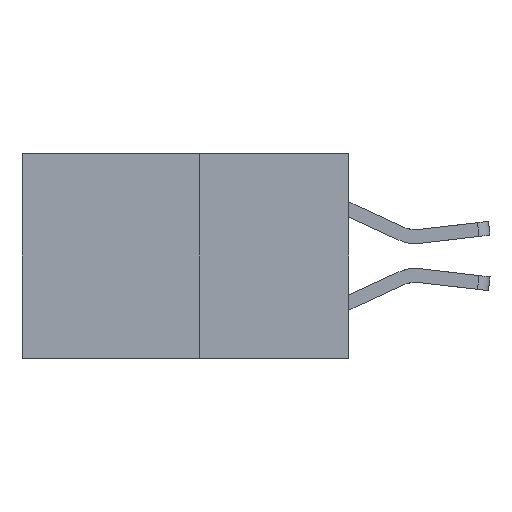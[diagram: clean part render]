
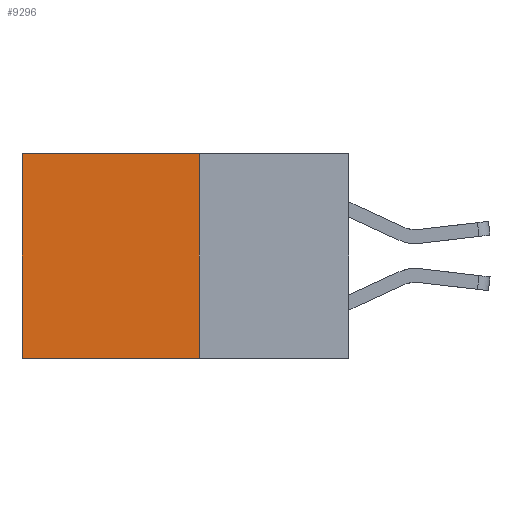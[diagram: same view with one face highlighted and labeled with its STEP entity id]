
A CAD part, left-side view. The second image highlights one B-rep face of the part: STEP entity #9296.
In plain terms, the highlighted planar face has unit normal (-1, 0, 0).
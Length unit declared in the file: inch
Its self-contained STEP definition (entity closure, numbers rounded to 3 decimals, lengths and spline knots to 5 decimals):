
#264 = CARTESIAN_POINT ( 'NONE',  ( 0.277, 0.59, -0.37 ) ) ;
#583 = DIRECTION ( 'NONE',  ( 0., 1., 0. ) ) ;
#646 = LINE ( 'NONE', #5601, #7068 ) ;
#1122 = DIRECTION ( 'NONE',  ( 0., 0., -1. ) ) ;
#1347 = ORIENTED_EDGE ( 'NONE', *, *, #5560, .F. ) ;
#1750 = CARTESIAN_POINT ( 'NONE',  ( 0.277, 0.27, 0. ) ) ;
#2598 = LINE ( 'NONE', #264, #10513 ) ;
#3240 = VERTEX_POINT ( 'NONE', #9960 ) ;
#3346 = VECTOR ( 'NONE', #10262, 39.37008 ) ;
#3834 = CARTESIAN_POINT ( 'NONE',  ( 0.277, 0.59, 0. ) ) ;
#4419 = CARTESIAN_POINT ( 'NONE',  ( 0.277, 0.27, -0.37 ) ) ;
#5264 = DIRECTION ( 'NONE',  ( 0., 0., -1. ) ) ;
#5560 = EDGE_CURVE ( 'NONE', #7236, #3240, #646, .T. ) ;
#5601 = CARTESIAN_POINT ( 'NONE',  ( 0.277, 0.27, -0.37 ) ) ;
#6196 = VERTEX_POINT ( 'NONE', #1750 ) ;
#6603 = FACE_OUTER_BOUND ( 'NONE', #6627, .T. ) ;
#6627 = EDGE_LOOP ( 'NONE', ( #10065, #1347, #10595, #10846 ) ) ;
#7068 = VECTOR ( 'NONE', #583, 39.37008 ) ;
#7236 = VERTEX_POINT ( 'NONE', #7243 ) ;
#7243 = CARTESIAN_POINT ( 'NONE',  ( 0.277, 0.27, -0.37 ) ) ;
#7748 = EDGE_CURVE ( 'NONE', #10715, #3240, #2598, .T. ) ;
#8077 = LINE ( 'NONE', #10221, #3346 ) ;
#8239 = VECTOR ( 'NONE', #9122, 39.37008 ) ;
#8276 = CARTESIAN_POINT ( 'NONE',  ( 0.277, 0.27, -0.37 ) ) ;
#8387 = AXIS2_PLACEMENT_3D ( 'NONE', #4419, #10347, #5264 ) ;
#8646 = PLANE ( 'NONE',  #8387 ) ;
#8662 = EDGE_CURVE ( 'NONE', #6196, #7236, #10492, .T. ) ;
#9122 = DIRECTION ( 'NONE',  ( 0., 0., -1. ) ) ;
#9296 = ADVANCED_FACE ( 'NONE', ( #6603 ), #8646, .F. ) ;
#9910 = EDGE_CURVE ( 'NONE', #6196, #10715, #8077, .T. ) ;
#9960 = CARTESIAN_POINT ( 'NONE',  ( 0.277, 0.59, -0.37 ) ) ;
#10065 = ORIENTED_EDGE ( 'NONE', *, *, #7748, .T. ) ;
#10221 = CARTESIAN_POINT ( 'NONE',  ( 0.277, 0.27, 0. ) ) ;
#10262 = DIRECTION ( 'NONE',  ( 0., 1., 0. ) ) ;
#10347 = DIRECTION ( 'NONE',  ( 1., 0., 0. ) ) ;
#10492 = LINE ( 'NONE', #8276, #8239 ) ;
#10513 = VECTOR ( 'NONE', #1122, 39.37008 ) ;
#10595 = ORIENTED_EDGE ( 'NONE', *, *, #8662, .F. ) ;
#10715 = VERTEX_POINT ( 'NONE', #3834 ) ;
#10846 = ORIENTED_EDGE ( 'NONE', *, *, #9910, .T. ) ;
